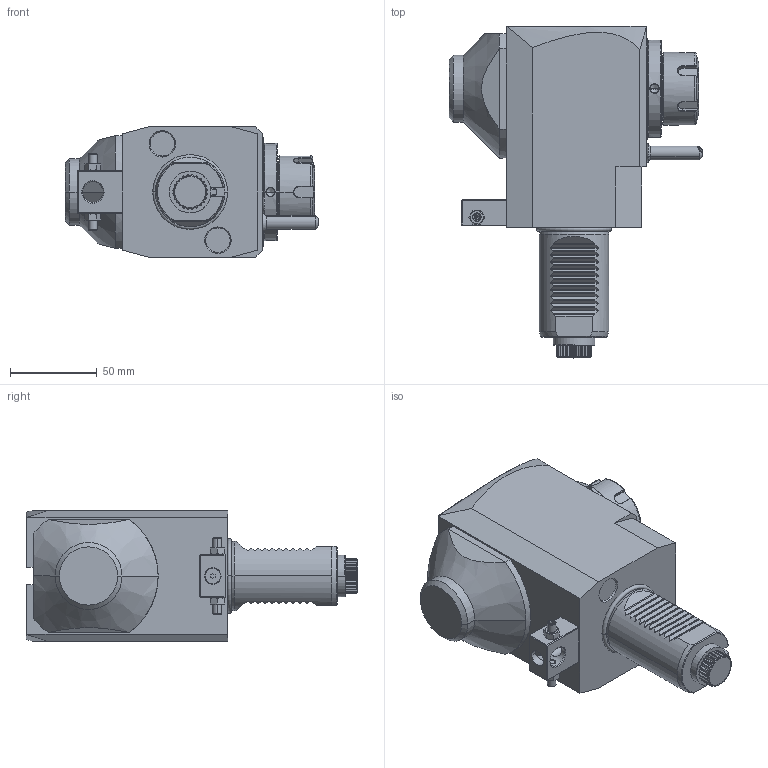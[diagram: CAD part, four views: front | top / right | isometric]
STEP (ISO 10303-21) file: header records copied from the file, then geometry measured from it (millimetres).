
FILE_DESCRIPTION((''),'2;1');
FILE_NAME('NGT1_40_231_25_3_3_80','2023-01-26T',('vali'),('NOVA GRUP'),'PRO/ENGINEER BY PARAMETRIC TECHNOLOGY CORPORATION, 2010280','PRO/ENGINEER BY PARAMETRIC TECHNOLOGY CORPORATION, 2010280','');
FILE_SCHEMA(('CONFIG_CONTROL_DESIGN'));
Length unit declared in the file: millimetre
Products named in the file (1): NGT1_40_231_25_3_3_80
Bounding box: 146.14 x 191 x 75 mm (x, y, z)
Volume: 893030.1 mm3; surface area: 72429.5 mm2
Topology: 1 solids, 1 shells, 599 faces, 1594 edges, 1002 vertices
Faces by surface type: plane 229, cylinder 193, cone 102, bspline 56, torus 15, extrusion 2, sphere 2
Entity records: 25941 total; most frequent: CARTESIAN_POINT 12050, ORIENTED_EDGE 3148, DIRECTION 2486, EDGE_CURVE 1574, VERTEX_POINT 1002, AXIS2_PLACEMENT_3D 881, VECTOR 724, LINE 722
